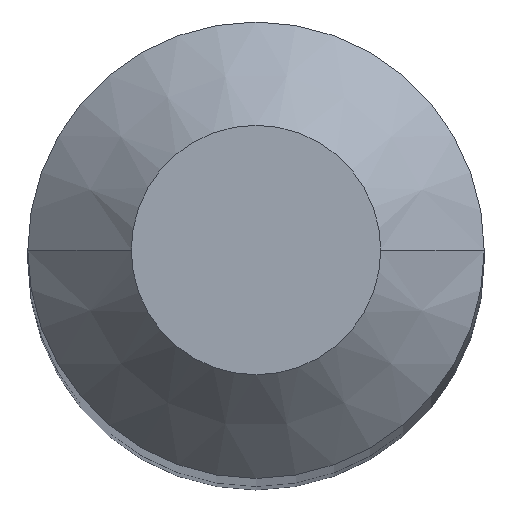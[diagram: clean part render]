
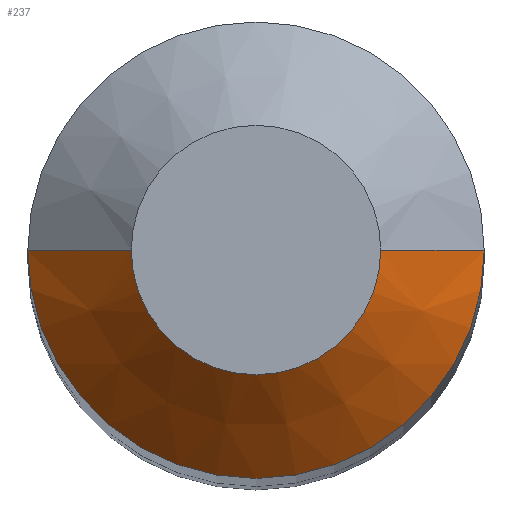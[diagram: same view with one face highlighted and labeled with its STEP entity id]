
A CAD part, top view. The second image highlights one B-rep face of the part: STEP entity #237.
In plain terms, the highlighted conical face has half-angle 45 degrees and reference radius 1.75 mm.
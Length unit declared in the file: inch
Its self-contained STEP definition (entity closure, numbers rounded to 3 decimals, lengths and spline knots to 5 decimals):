
#2 = CARTESIAN_POINT ( 'NONE',  ( -0.03765, 0., 0. ) ) ;
#7 = EDGE_CURVE ( 'NONE', #360, #196, #260, .T. ) ;
#17 = ORIENTED_EDGE ( 'NONE', *, *, #7, .F. ) ;
#35 = CONICAL_SURFACE ( 'NONE', #134, 0.0689, 0.785 ) ;
#40 = LINE ( 'NONE', #185, #128 ) ;
#44 = ORIENTED_EDGE ( 'NONE', *, *, #335, .T. ) ;
#46 = DIRECTION ( 'NONE',  ( 1., 0., 0. ) ) ;
#48 = EDGE_CURVE ( 'NONE', #160, #376, #216, .T. ) ;
#71 = AXIS2_PLACEMENT_3D ( 'NONE', #163, #338, #343 ) ;
#84 = LINE ( 'NONE', #299, #275 ) ;
#115 = EDGE_CURVE ( 'NONE', #196, #376, #84, .T. ) ;
#127 = DIRECTION ( 'NONE',  ( -0.707, 0., -0.707 ) ) ;
#128 = VECTOR ( 'NONE', #127, 39.37008 ) ;
#133 = AXIS2_PLACEMENT_3D ( 'NONE', #339, #315, #46 ) ;
#134 = AXIS2_PLACEMENT_3D ( 'NONE', #296, #207, #320 ) ;
#158 = CARTESIAN_POINT ( 'NONE',  ( 0.0689, 0., -0.03125 ) ) ;
#160 = VERTEX_POINT ( 'NONE', #178 ) ;
#163 = CARTESIAN_POINT ( 'NONE',  ( 0., 0., 0. ) ) ;
#169 = ORIENTED_EDGE ( 'NONE', *, *, #48, .T. ) ;
#178 = CARTESIAN_POINT ( 'NONE',  ( -0.0689, 0., -0.03125 ) ) ;
#185 = CARTESIAN_POINT ( 'NONE',  ( -0.0689, 0., -0.03125 ) ) ;
#196 = VERTEX_POINT ( 'NONE', #324 ) ;
#200 = FACE_OUTER_BOUND ( 'NONE', #229, .T. ) ;
#207 = DIRECTION ( 'NONE',  ( 0., 0., -1. ) ) ;
#216 = CIRCLE ( 'NONE', #133, 0.0689 ) ;
#229 = EDGE_LOOP ( 'NONE', ( #256, #17, #44, #169 ) ) ;
#237 = ADVANCED_FACE ( 'NONE', ( #200 ), #35, .T. ) ;
#256 = ORIENTED_EDGE ( 'NONE', *, *, #115, .F. ) ;
#260 = CIRCLE ( 'NONE', #71, 0.03765 ) ;
#275 = VECTOR ( 'NONE', #294, 39.37008 ) ;
#294 = DIRECTION ( 'NONE',  ( 0.707, 0., -0.707 ) ) ;
#296 = CARTESIAN_POINT ( 'NONE',  ( 0., 0., -0.03125 ) ) ;
#299 = CARTESIAN_POINT ( 'NONE',  ( 0.0689, 0., -0.03125 ) ) ;
#315 = DIRECTION ( 'NONE',  ( 0., 0., 1. ) ) ;
#320 = DIRECTION ( 'NONE',  ( -1., 0., 0. ) ) ;
#324 = CARTESIAN_POINT ( 'NONE',  ( 0.03765, 0., 0. ) ) ;
#335 = EDGE_CURVE ( 'NONE', #360, #160, #40, .T. ) ;
#338 = DIRECTION ( 'NONE',  ( 0., 0., 1. ) ) ;
#339 = CARTESIAN_POINT ( 'NONE',  ( 0., 0., -0.03125 ) ) ;
#343 = DIRECTION ( 'NONE',  ( 1., 0., 0. ) ) ;
#360 = VERTEX_POINT ( 'NONE', #2 ) ;
#376 = VERTEX_POINT ( 'NONE', #158 ) ;
